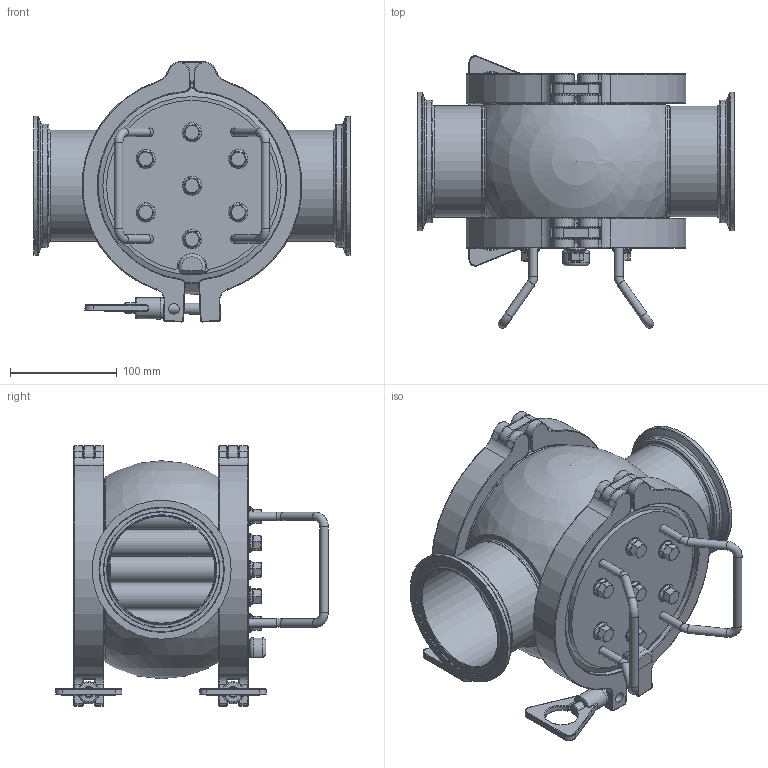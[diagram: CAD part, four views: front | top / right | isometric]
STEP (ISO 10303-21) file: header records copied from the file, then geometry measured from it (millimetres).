
FILE_DESCRIPTION(/* description */ (''),/* implementation_level */ '2;1');
FILE_NAME(/* name */ 'E0012923 -.stp',/* time_stamp */ '2019-05-22T13:57:35+02:00',/* author */ ('cr'),/* organization */ (''),/* preprocessor_version */ 'ST-DEVELOPER v17.2',/* originating_system */ 'Autodesk Inventor 2019',/* authorisation */ '');
FILE_SCHEMA (('AUTOMOTIVE_DESIGN { 1 0 10303 214 3 1 1 }'));
Length unit declared in the file: millimetre
Products named in the file (1): Part2
Bounding box: 296 x 255.07 x 243.3 mm (x, y, z)
Volume: 2370363 mm3; surface area: 674809.3 mm2
Topology: 4 solids, 12 shells, 1389 faces, 3440 edges, 2103 vertices
Faces by surface type: cylinder 458, plane 310, torus 279, bspline 210, cone 118, sphere 14
Full cylindrical faces by diameter (mm): 0.01 x8, 4.134 x1, 5 x1, 6.647 x7, 8 x17, 8.1 x4, 8.2 x7, 9 x7, 10 x16, 13.7 x6, 14 x1, 16.9 x7, 18 x7, 20 x2, 24 x7, 24.8 x6, 25 x7, 100 x2, 104 x4, 115 x2, 116.7 x2, 130 x2, 156.07 x2, 156.8 x2, 161.2 x2, 167 x1, 168 x2, 183 x2
Entity records: 50184 total; most frequent: CARTESIAN_POINT 16600, DIRECTION 6884, ORIENTED_EDGE 6746, EDGE_CURVE 3373, AXIS2_PLACEMENT_3D 3022, VERTEX_POINT 2103, CIRCLE 1802, EDGE_LOOP 1530
